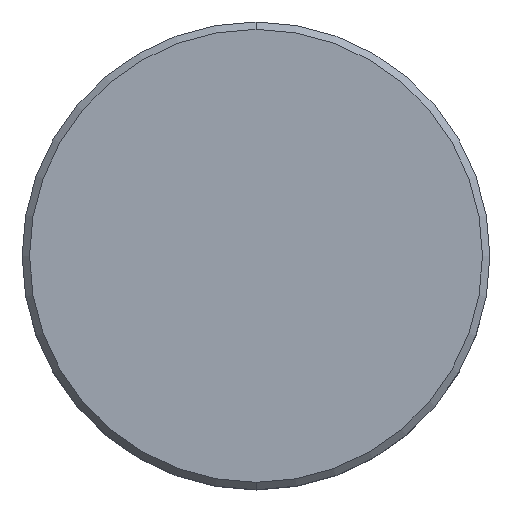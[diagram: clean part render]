
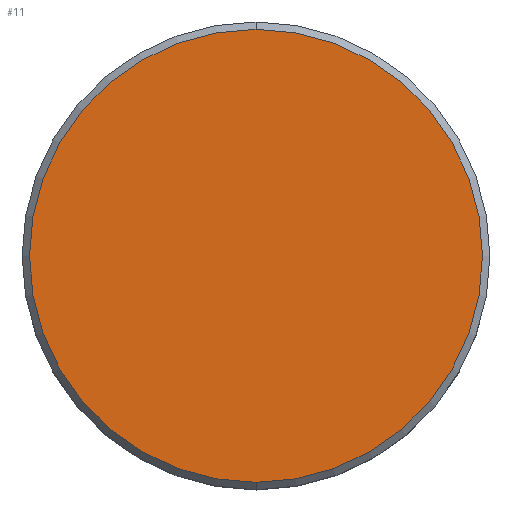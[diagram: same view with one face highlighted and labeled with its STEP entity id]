
A CAD part, top view. The second image highlights one B-rep face of the part: STEP entity #11.
In plain terms, the highlighted planar face has unit normal (0, 0, 1).
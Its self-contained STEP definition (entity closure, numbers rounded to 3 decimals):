
#11 = ADVANCED_FACE ( 'NONE', ( #298 ), #215, .T. ) ;
#13 = CARTESIAN_POINT ( 'NONE',  ( 0., 0., 2.773 ) ) ;
#15 = CARTESIAN_POINT ( 'NONE',  ( 0., 0., 2.773 ) ) ;
#48 = EDGE_CURVE ( 'NONE', #312, #262, #232, .T. ) ;
#67 = ORIENTED_EDGE ( 'NONE', *, *, #48, .T. ) ;
#130 = AXIS2_PLACEMENT_3D ( 'NONE', #15, #382, #258 ) ;
#138 = CARTESIAN_POINT ( 'NONE',  ( 0., 3.162, 2.773 ) ) ;
#163 = EDGE_CURVE ( 'NONE', #262, #312, #355, .T. ) ;
#176 = DIRECTION ( 'NONE',  ( 0., -1., 0. ) ) ;
#215 = PLANE ( 'NONE',  #256 ) ;
#223 = AXIS2_PLACEMENT_3D ( 'NONE', #13, #249, #176 ) ;
#232 = CIRCLE ( 'NONE', #223, 3.063 ) ;
#249 = DIRECTION ( 'NONE',  ( 0., 0., 1. ) ) ;
#256 = AXIS2_PLACEMENT_3D ( 'NONE', #138, #409, #313 ) ;
#258 = DIRECTION ( 'NONE',  ( 0., -1., 0. ) ) ;
#262 = VERTEX_POINT ( 'NONE', #420 ) ;
#279 = EDGE_LOOP ( 'NONE', ( #67, #316 ) ) ;
#298 = FACE_OUTER_BOUND ( 'NONE', #279, .T. ) ;
#312 = VERTEX_POINT ( 'NONE', #324 ) ;
#313 = DIRECTION ( 'NONE',  ( 0., -1., 0. ) ) ;
#316 = ORIENTED_EDGE ( 'NONE', *, *, #163, .T. ) ;
#324 = CARTESIAN_POINT ( 'NONE',  ( 0., 3.062, 2.773 ) ) ;
#355 = CIRCLE ( 'NONE', #130, 3.063 ) ;
#382 = DIRECTION ( 'NONE',  ( 0., 0., 1. ) ) ;
#409 = DIRECTION ( 'NONE',  ( 0., 0., 1. ) ) ;
#420 = CARTESIAN_POINT ( 'NONE',  ( 0., -3.063, 2.773 ) ) ;
